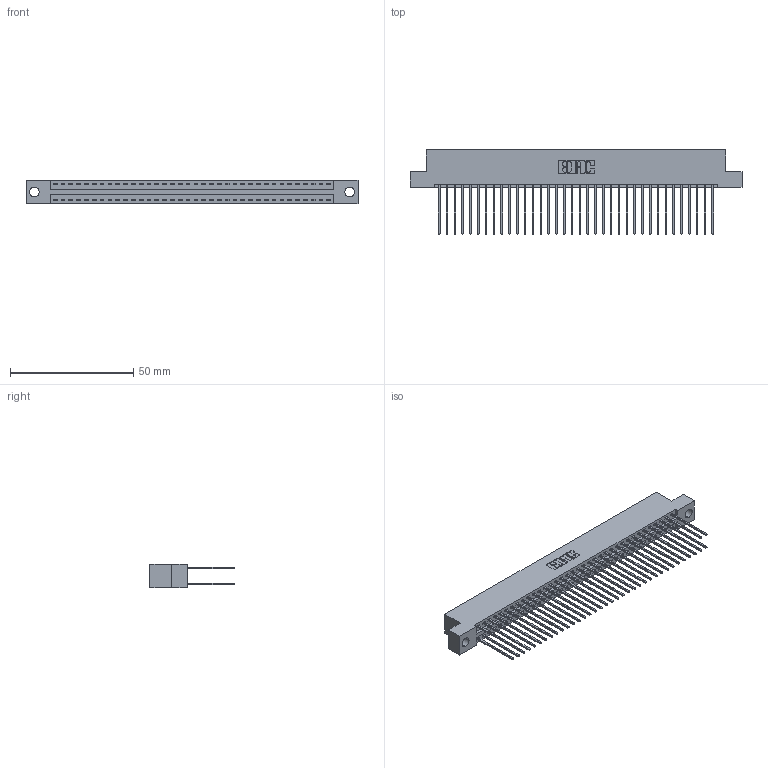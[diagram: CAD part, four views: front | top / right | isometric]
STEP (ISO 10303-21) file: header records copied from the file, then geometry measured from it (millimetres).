
FILE_DESCRIPTION (( 'STEP AP203' ), '1' );
FILE_NAME ('396-072-541-204.STEP', '2019-10-30T20:09:58', ( '' ), ( '' ), 'SwSTEP 2.0', 'SolidWorks 2016', '' );
FILE_SCHEMA (( 'CONFIG_CONTROL_DESIGN' ));
Length unit declared in the file: inch
Products named in the file (3): 396-072-541-204; 345-292-001_345-293-141; 346 Part_Flush Mounting Lugs - 0.156 Dia-TH
Assembly tree (73 placements, depth 2):
  396-072-541-204
    346 Part_Flush Mounting Lugs - 0.156 Dia-TH
    345-292-001_345-293-141  x72
Bounding box: 134.87 x 34.29 x 9.4 mm (x, y, z)
Volume: 13430.5 mm3; surface area: 20161.2 mm2
Topology: 73 solids, 73 shells, 3866 faces, 11489 edges, 7562 vertices
Faces by surface type: plane 2596, cylinder 1270
Entity records: 24323 total; most frequent: CARTESIAN_POINT 4016, ORIENTED_EDGE 3950, DIRECTION 3591, EDGE_CURVE 1975, VECTOR 1699, LINE 1699, VERTEX_POINT 1314, AXIS2_PLACEMENT_3D 946
